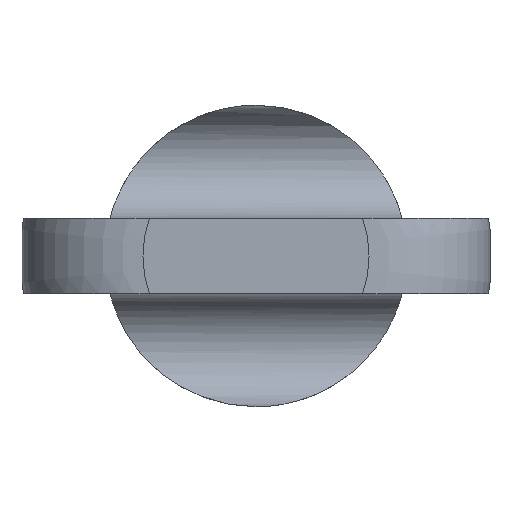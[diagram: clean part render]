
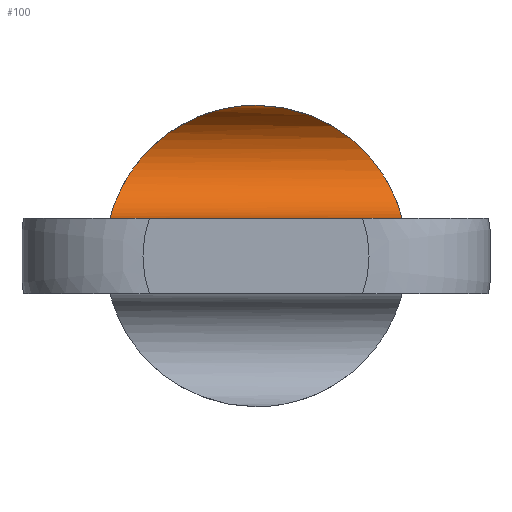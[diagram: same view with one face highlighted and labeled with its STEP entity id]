
A CAD part, left-side view. The second image highlights one B-rep face of the part: STEP entity #100.
In plain terms, the highlighted cylindrical face has radius 3 mm (diameter 6 mm), a partial arc.
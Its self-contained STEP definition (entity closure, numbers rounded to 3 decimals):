
#100 = ADVANCED_FACE ( 'NONE', ( #375 ), #371, .F. ) ;
#101 = EDGE_LOOP ( 'NONE', ( #102, #105, #131 ) ) ;
#102 = ORIENTED_EDGE ( 'NONE', *, *, #103, .F. ) ;
#103 = EDGE_CURVE ( 'NONE', #132, #111, #366, .T. ) ;
#105 = ORIENTED_EDGE ( 'NONE', *, *, #140, .F. ) ;
#111 = VERTEX_POINT ( 'NONE', #317 ) ;
#113 = EDGE_CURVE ( 'NONE', #111, #114, #410, .T. ) ;
#114 = VERTEX_POINT ( 'NONE', #571 ) ;
#131 = ORIENTED_EDGE ( 'NONE', *, *, #113, .F. ) ;
#132 = VERTEX_POINT ( 'NONE', #658 ) ;
#140 = EDGE_CURVE ( 'NONE', #114, #132, #745, .T. ) ;
#317 = CARTESIAN_POINT ( 'NONE',  ( -5., 7.746, 2. ) ) ;
#363 = DIRECTION ( 'NONE',  ( 0., 1., 0. ) ) ;
#364 = VECTOR ( 'NONE', #363, 1000. ) ;
#365 = CARTESIAN_POINT ( 'NONE',  ( -5., -12.5, 2. ) ) ;
#366 = LINE ( 'NONE', #365, #364 ) ;
#367 = DIRECTION ( 'NONE',  ( 0., 0., 1. ) ) ;
#368 = DIRECTION ( 'NONE',  ( 0., 1., 0. ) ) ;
#369 = AXIS2_PLACEMENT_3D ( 'NONE', #370, #368, #367 ) ;
#370 = CARTESIAN_POINT ( 'NONE',  ( -5., -12.5, 5. ) ) ;
#371 = CYLINDRICAL_SURFACE ( 'NONE', #369, 3. ) ;
#375 = FACE_OUTER_BOUND ( 'NONE', #101, .T. ) ;
#376 = CARTESIAN_POINT ( 'NONE',  ( -5., 0., 8. ) ) ;
#377 = CARTESIAN_POINT ( 'NONE',  ( -4.93, 0.114, 8. ) ) ;
#378 = CARTESIAN_POINT ( 'NONE',  ( -4.859, 0.23, 7.998 ) ) ;
#379 = CARTESIAN_POINT ( 'NONE',  ( -4.719, 0.459, 7.988 ) ) ;
#380 = CARTESIAN_POINT ( 'NONE',  ( -4.649, 0.574, 7.98 ) ) ;
#381 = CARTESIAN_POINT ( 'NONE',  ( -4.439, 0.918, 7.951 ) ) ;
#382 = CARTESIAN_POINT ( 'NONE',  ( -4.3, 1.147, 7.921 ) ) ;
#383 = CARTESIAN_POINT ( 'NONE',  ( -3.89, 1.83, 7.802 ) ) ;
#384 = CARTESIAN_POINT ( 'NONE',  ( -3.626, 2.278, 7.683 ) ) ;
#385 = CARTESIAN_POINT ( 'NONE',  ( -3.252, 2.943, 7.443 ) ) ;
#386 = CARTESIAN_POINT ( 'NONE',  ( -3.131, 3.163, 7.352 ) ) ;
#387 = CARTESIAN_POINT ( 'NONE',  ( -2.899, 3.602, 7.147 ) ) ;
#388 = CARTESIAN_POINT ( 'NONE',  ( -2.788, 3.821, 7.033 ) ) ;
#389 = CARTESIAN_POINT ( 'NONE',  ( -2.478, 4.464, 6.657 ) ) ;
#390 = CARTESIAN_POINT ( 'NONE',  ( -2.303, 4.875, 6.365 ) ) ;
#391 = CARTESIAN_POINT ( 'NONE',  ( -2.116, 5.468, 5.845 ) ) ;
#392 = CARTESIAN_POINT ( 'NONE',  ( -2.067, 5.66, 5.66 ) ) ;
#393 = CARTESIAN_POINT ( 'NONE',  ( -2.006, 6.024, 5.271 ) ) ;
#394 = CARTESIAN_POINT ( 'NONE',  ( -1.993, 6.197, 5.066 ) ) ;
#395 = CARTESIAN_POINT ( 'NONE',  ( -2.014, 6.526, 4.635 ) ) ;
#396 = CARTESIAN_POINT ( 'NONE',  ( -2.049, 6.678, 4.413 ) ) ;
#397 = CARTESIAN_POINT ( 'NONE',  ( -2.174, 6.953, 3.966 ) ) ;
#398 = CARTESIAN_POINT ( 'NONE',  ( -2.267, 7.076, 3.739 ) ) ;
#399 = CARTESIAN_POINT ( 'NONE',  ( -2.51, 7.288, 3.308 ) ) ;
#400 = CARTESIAN_POINT ( 'NONE',  ( -2.665, 7.378, 3.099 ) ) ;
#401 = CARTESIAN_POINT ( 'NONE',  ( -2.935, 7.487, 2.82 ) ) ;
#402 = CARTESIAN_POINT ( 'NONE',  ( -3.032, 7.52, 2.732 ) ) ;
#403 = CARTESIAN_POINT ( 'NONE',  ( -3.239, 7.577, 2.568 ) ) ;
#404 = CARTESIAN_POINT ( 'NONE',  ( -3.35, 7.603, 2.491 ) ) ;
#405 = CARTESIAN_POINT ( 'NONE',  ( -3.693, 7.668, 2.287 ) ) ;
#406 = CARTESIAN_POINT ( 'NONE',  ( -3.94, 7.697, 2.181 ) ) ;
#407 = CARTESIAN_POINT ( 'NONE',  ( -4.463, 7.737, 2.036 ) ) ;
#408 = CARTESIAN_POINT ( 'NONE',  ( -4.729, 7.746, 2. ) ) ;
#409 = CARTESIAN_POINT ( 'NONE',  ( -5., 7.746, 2. ) ) ;
#410 = B_SPLINE_CURVE_WITH_KNOTS ( 'NONE', 3,
 ( #409, #408, #407, #406, #405, #404, #403, #402, #401, #400, #399, #398, #397, #396, #395, #394, #393, #392, #391, #390, #389, #388, #387, #386, #385, #384, #383, #382, #381, #380, #379, #378, #377, #376 ),
 .UNSPECIFIED., .F., .F.,
 ( 4, 2, 2, 2, 2, 2, 2, 2, 2, 2, 2, 2, 2, 2, 2, 2, 4 ),
 ( 0.013, 0.014, 0.014, 0.015, 0.015, 0.016, 0.017, 0.018, 0.018, 0.019, 0.021, 0.022, 0.022, 0.024, 0.025, 0.025, 0.026 ),
 .UNSPECIFIED. ) ;
#571 = CARTESIAN_POINT ( 'NONE',  ( -5., 0., 8. ) ) ;
#594 = CARTESIAN_POINT ( 'NONE',  ( -5., -7.746, 2. ) ) ;
#595 = CARTESIAN_POINT ( 'NONE',  ( -4.865, -7.746, 2. ) ) ;
#596 = CARTESIAN_POINT ( 'NONE',  ( -4.728, -7.744, 2.009 ) ) ;
#597 = CARTESIAN_POINT ( 'NONE',  ( -4.461, -7.734, 2.046 ) ) ;
#598 = CARTESIAN_POINT ( 'NONE',  ( -4.329, -7.727, 2.073 ) ) ;
#599 = CARTESIAN_POINT ( 'NONE',  ( -3.941, -7.697, 2.18 ) ) ;
#600 = CARTESIAN_POINT ( 'NONE',  ( -3.689, -7.667, 2.289 ) ) ;
#601 = CARTESIAN_POINT ( 'NONE',  ( -3.234, -7.58, 2.561 ) ) ;
#602 = CARTESIAN_POINT ( 'NONE',  ( -3.023, -7.523, 2.729 ) ) ;
#603 = CARTESIAN_POINT ( 'NONE',  ( -2.663, -7.377, 3.101 ) ) ;
#604 = CARTESIAN_POINT ( 'NONE',  ( -2.511, -7.289, 3.306 ) ) ;
#605 = CARTESIAN_POINT ( 'NONE',  ( -2.265, -7.075, 3.741 ) ) ;
#606 = CARTESIAN_POINT ( 'NONE',  ( -2.175, -6.954, 3.964 ) ) ;
#607 = CARTESIAN_POINT ( 'NONE',  ( -2.049, -6.679, 4.411 ) ) ;
#608 = CARTESIAN_POINT ( 'NONE',  ( -2.015, -6.526, 4.635 ) ) ;
#609 = CARTESIAN_POINT ( 'NONE',  ( -1.993, -6.201, 5.062 ) ) ;
#610 = CARTESIAN_POINT ( 'NONE',  ( -2.005, -6.027, 5.268 ) ) ;
#658 = CARTESIAN_POINT ( 'NONE',  ( -5., -7.746, 2. ) ) ;
#730 = CARTESIAN_POINT ( 'NONE',  ( -2.067, -5.659, 5.661 ) ) ;
#731 = CARTESIAN_POINT ( 'NONE',  ( -2.116, -5.469, 5.845 ) ) ;
#732 = CARTESIAN_POINT ( 'NONE',  ( -2.301, -4.881, 6.36 ) ) ;
#733 = CARTESIAN_POINT ( 'NONE',  ( -2.48, -4.46, 6.66 ) ) ;
#734 = CARTESIAN_POINT ( 'NONE',  ( -2.891, -3.606, 7.158 ) ) ;
#735 = CARTESIAN_POINT ( 'NONE',  ( -3.125, -3.169, 7.361 ) ) ;
#736 = CARTESIAN_POINT ( 'NONE',  ( -3.629, -2.274, 7.685 ) ) ;
#737 = CARTESIAN_POINT ( 'NONE',  ( -3.895, -1.821, 7.803 ) ) ;
#738 = CARTESIAN_POINT ( 'NONE',  ( -4.303, -1.142, 7.921 ) ) ;
#739 = CARTESIAN_POINT ( 'NONE',  ( -4.441, -0.915, 7.951 ) ) ;
#740 = CARTESIAN_POINT ( 'NONE',  ( -4.65, -0.573, 7.98 ) ) ;
#741 = CARTESIAN_POINT ( 'NONE',  ( -4.719, -0.459, 7.988 ) ) ;
#742 = CARTESIAN_POINT ( 'NONE',  ( -4.859, -0.23, 7.998 ) ) ;
#743 = CARTESIAN_POINT ( 'NONE',  ( -4.93, -0.114, 8. ) ) ;
#744 = CARTESIAN_POINT ( 'NONE',  ( -5., 0., 8. ) ) ;
#745 = B_SPLINE_CURVE_WITH_KNOTS ( 'NONE', 3,
 ( #744, #743, #742, #741, #740, #739, #738, #737, #736, #735, #734, #733, #732, #731, #730, #610, #609, #608, #607, #606, #605, #604, #603, #602, #601, #600, #599, #598, #597, #596, #595, #594 ),
 .UNSPECIFIED., .F., .F.,
 ( 4, 2, 2, 2, 2, 2, 2, 2, 2, 2, 2, 2, 2, 2, 2, 4 ),
 ( 0., 0., 0.001, 0.002, 0.003, 0.005, 0.006, 0.007, 0.008, 0.009, 0.01, 0.01, 0.011, 0.012, 0.012, 0.013 ),
 .UNSPECIFIED. ) ;
